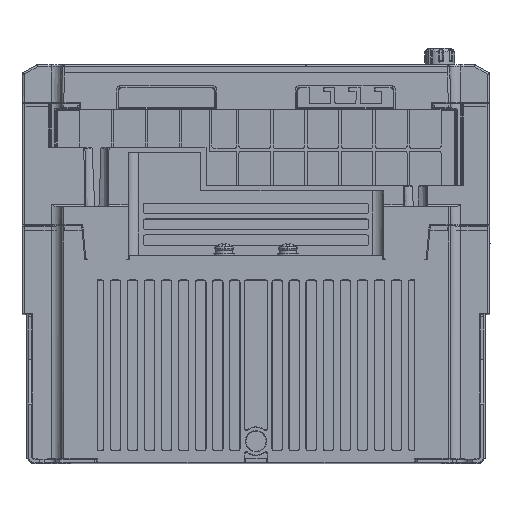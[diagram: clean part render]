
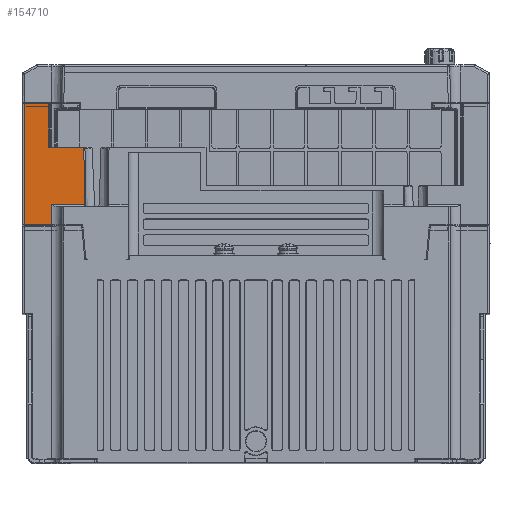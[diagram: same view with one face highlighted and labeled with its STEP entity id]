
A CAD part, top view. The second image highlights one B-rep face of the part: STEP entity #154710.
In plain terms, the highlighted planar face has unit normal (0, 0, 1).
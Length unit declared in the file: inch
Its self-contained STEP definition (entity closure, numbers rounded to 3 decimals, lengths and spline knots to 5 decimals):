
#661 = ORIENTED_EDGE ( 'NONE', *, *, #133447, .F. ) ;
#1255 = VERTEX_POINT ( 'NONE', #154550 ) ;
#1711 = DIRECTION ( 'NONE',  ( 0., -1., 0. ) ) ;
#4667 = CARTESIAN_POINT ( 'NONE',  ( -3.17885, 1.24934, -0.5118 ) ) ;
#7435 = VERTEX_POINT ( 'NONE', #112922 ) ;
#7776 = CARTESIAN_POINT ( 'NONE',  ( -3.53159, 1.96063, -0.51181 ) ) ;
#7779 = LINE ( 'NONE', #127735, #109335 ) ;
#9532 = DIRECTION ( 'NONE',  ( 0., -1., 0. ) ) ;
#14650 = EDGE_CURVE ( 'NONE', #104539, #28622, #153759, .T. ) ;
#16434 = LINE ( 'NONE', #70280, #120294 ) ;
#16497 = EDGE_CURVE ( 'NONE', #7435, #140426, #157189, .T. ) ;
#19455 = EDGE_LOOP ( 'NONE', ( #31250, #51163, #157190, #173458, #50258, #114050, #48990, #141701, #85228, #86238, #28403, #661, #116448 ) ) ;
#20848 = VERTEX_POINT ( 'NONE', #55908 ) ;
#22153 = DIRECTION ( 'NONE',  ( -1., 0., 0. ) ) ;
#26216 = EDGE_CURVE ( 'NONE', #38739, #20848, #7779, .T. ) ;
#28403 = ORIENTED_EDGE ( 'NONE', *, *, #14650, .F. ) ;
#28622 = VERTEX_POINT ( 'NONE', #159303 ) ;
#31250 = ORIENTED_EDGE ( 'NONE', *, *, #51356, .F. ) ;
#32716 = LINE ( 'NONE', #46868, #98766 ) ;
#33422 = EDGE_CURVE ( 'NONE', #111745, #147510, #123381, .T. ) ;
#33602 = EDGE_CURVE ( 'NONE', #110315, #150078, #148761, .T. ) ;
#33976 = CARTESIAN_POINT ( 'NONE',  ( -3.70468, 1.96063, -0.51181 ) ) ;
#34133 = EDGE_CURVE ( 'NONE', #150078, #134985, #99573, .T. ) ;
#36262 = VECTOR ( 'NONE', #133839, 39.37008 ) ;
#36402 = DIRECTION ( 'NONE',  ( -1., 0., 0. ) ) ;
#36558 = EDGE_CURVE ( 'NONE', #36724, #1255, #99746, .T. ) ;
#36724 = VERTEX_POINT ( 'NONE', #110802 ) ;
#38384 = EDGE_CURVE ( 'NONE', #28622, #110315, #156914, .T. ) ;
#38739 = VERTEX_POINT ( 'NONE', #140285 ) ;
#42984 = CARTESIAN_POINT ( 'NONE',  ( -3.83858, 1.96063, -0.51181 ) ) ;
#43233 = EDGE_CURVE ( 'NONE', #111745, #140426, #49683, .T. ) ;
#46034 = VECTOR ( 'NONE', #36402, 39.37008 ) ;
#46868 = CARTESIAN_POINT ( 'NONE',  ( -3.79134, 0.8937, -0.51181 ) ) ;
#48672 = CARTESIAN_POINT ( 'NONE',  ( -3.79134, 2.75984, -0.51181 ) ) ;
#48990 = ORIENTED_EDGE ( 'NONE', *, *, #94116, .F. ) ;
#49683 = LINE ( 'NONE', #103420, #46034 ) ;
#49925 = CARTESIAN_POINT ( 'NONE',  ( -3.70468, 1.96063, -0.51181 ) ) ;
#50258 = ORIENTED_EDGE ( 'NONE', *, *, #88568, .F. ) ;
#51163 = ORIENTED_EDGE ( 'NONE', *, *, #33422, .F. ) ;
#51356 = EDGE_CURVE ( 'NONE', #147510, #36724, #16434, .T. ) ;
#52125 = VECTOR ( 'NONE', #110481, 39.37008 ) ;
#55908 = CARTESIAN_POINT ( 'NONE',  ( -3.79134, 0.51969, -0.51181 ) ) ;
#57654 = CARTESIAN_POINT ( 'NONE',  ( -3.18213, 1.60499, -0.51182 ) ) ;
#60184 = PLANE ( 'NONE',  #146341 ) ;
#62805 = FACE_OUTER_BOUND ( 'NONE', #19455, .T. ) ;
#63047 = CARTESIAN_POINT ( 'NONE',  ( -3.83858, 2.75984, -0.51181 ) ) ;
#63404 = DIRECTION ( 'NONE',  ( -1., 0., 0. ) ) ;
#64266 = LINE ( 'NONE', #158664, #130366 ) ;
#69176 = CARTESIAN_POINT ( 'NONE',  ( -3.17557, 0.8937, -0.5118 ) ) ;
#70280 = CARTESIAN_POINT ( 'NONE',  ( 0., 1.96063, -0.51181 ) ) ;
#72276 = CARTESIAN_POINT ( 'NONE',  ( -3.83858, 2.75984, -0.51181 ) ) ;
#74288 = DIRECTION ( 'NONE',  ( 0., 0., -1. ) ) ;
#80915 = CARTESIAN_POINT ( 'NONE',  ( 0., 2.75984, -0.51181 ) ) ;
#85228 = ORIENTED_EDGE ( 'NONE', *, *, #33602, .F. ) ;
#86238 = ORIENTED_EDGE ( 'NONE', *, *, #38384, .F. ) ;
#88568 = EDGE_CURVE ( 'NONE', #20848, #7435, #64266, .T. ) ;
#94116 = EDGE_CURVE ( 'NONE', #134985, #38739, #32716, .T. ) ;
#97291 = CARTESIAN_POINT ( 'NONE',  ( -3.79134, 2.75984, -0.51181 ) ) ;
#98505 = VECTOR ( 'NONE', #1711, 39.37008 ) ;
#98766 = VECTOR ( 'NONE', #140320, 39.37008 ) ;
#99573 = B_SPLINE_CURVE_WITH_KNOTS ( 'NONE', 3,
 ( #152903, #57654, #4667, #69176 ),
 .UNSPECIFIED., .F., .F.,
 ( 4, 4 ),
 ( 0., 1. ),
 .UNSPECIFIED. ) ;
#99746 = LINE ( 'NONE', #168560, #156759 ) ;
#101013 = CARTESIAN_POINT ( 'NONE',  ( -3.73356, 1.96063, -0.51181 ) ) ;
#102350 = DIRECTION ( 'NONE',  ( 0., 1., 0. ) ) ;
#103420 = CARTESIAN_POINT ( 'NONE',  ( 0., 2.75984, -0.51181 ) ) ;
#104179 = DIRECTION ( 'NONE',  ( 0., 1., 0. ) ) ;
#104539 = VERTEX_POINT ( 'NONE', #123158 ) ;
#106457 = LINE ( 'NONE', #80915, #36262 ) ;
#106758 = CARTESIAN_POINT ( 'NONE',  ( -4.29134, 8.324, -0.51181 ) ) ;
#109232 = CARTESIAN_POINT ( 'NONE',  ( -3.18541, 1.96063, -0.51182 ) ) ;
#109335 = VECTOR ( 'NONE', #9532, 39.37008 ) ;
#110315 = VERTEX_POINT ( 'NONE', #49925 ) ;
#110481 = DIRECTION ( 'NONE',  ( 0., -1., 0. ) ) ;
#110802 = CARTESIAN_POINT ( 'NONE',  ( -3.79921, 1.96063, -0.51181 ) ) ;
#111745 = VERTEX_POINT ( 'NONE', #63047 ) ;
#112922 = CARTESIAN_POINT ( 'NONE',  ( -4.29134, 0.51969, -0.51181 ) ) ;
#114050 = ORIENTED_EDGE ( 'NONE', *, *, #26216, .F. ) ;
#114459 = CARTESIAN_POINT ( 'NONE',  ( -3.70468, 1.96063, -0.51181 ) ) ;
#116192 = CARTESIAN_POINT ( 'NONE',  ( -3.3585, 1.96063, -0.51181 ) ) ;
#116448 = ORIENTED_EDGE ( 'NONE', *, *, #36558, .F. ) ;
#120294 = VECTOR ( 'NONE', #124004, 39.37008 ) ;
#123158 = CARTESIAN_POINT ( 'NONE',  ( -3.79134, 2.75984, -0.51181 ) ) ;
#123381 = LINE ( 'NONE', #72276, #98505 ) ;
#124004 = DIRECTION ( 'NONE',  ( 1., 0., 0. ) ) ;
#126863 = CARTESIAN_POINT ( 'NONE',  ( -3.18541, 1.96063, -0.51182 ) ) ;
#127470 = CARTESIAN_POINT ( 'NONE',  ( -3.79134, 1.96063, -0.51181 ) ) ;
#127735 = CARTESIAN_POINT ( 'NONE',  ( -3.79134, 2.75984, -0.51181 ) ) ;
#130002 = VECTOR ( 'NONE', #104179, 39.37008 ) ;
#130366 = VECTOR ( 'NONE', #63404, 39.37008 ) ;
#130963 = CARTESIAN_POINT ( 'NONE',  ( -3.76245, 1.96063, -0.51181 ) ) ;
#133447 = EDGE_CURVE ( 'NONE', #1255, #104539, #106457, .T. ) ;
#133839 = DIRECTION ( 'NONE',  ( 1., 0., 0. ) ) ;
#134985 = VERTEX_POINT ( 'NONE', #173292 ) ;
#137790 = CARTESIAN_POINT ( 'NONE',  ( -4.29134, 2.75984, -0.51181 ) ) ;
#140285 = CARTESIAN_POINT ( 'NONE',  ( -3.79134, 0.8937, -0.51181 ) ) ;
#140320 = DIRECTION ( 'NONE',  ( -1., 0., 0. ) ) ;
#140426 = VERTEX_POINT ( 'NONE', #137790 ) ;
#141701 = ORIENTED_EDGE ( 'NONE', *, *, #34133, .F. ) ;
#146341 = AXIS2_PLACEMENT_3D ( 'NONE', #48672, #74288, #22153 ) ;
#147510 = VERTEX_POINT ( 'NONE', #42984 ) ;
#148761 = B_SPLINE_CURVE_WITH_KNOTS ( 'NONE', 3,
 ( #114459, #7776, #116192, #126863 ),
 .UNSPECIFIED., .F., .F.,
 ( 4, 4 ),
 ( 0., 1. ),
 .UNSPECIFIED. ) ;
#150078 = VERTEX_POINT ( 'NONE', #109232 ) ;
#152903 = CARTESIAN_POINT ( 'NONE',  ( -3.18541, 1.96063, -0.51182 ) ) ;
#153759 = LINE ( 'NONE', #97291, #52125 ) ;
#154550 = CARTESIAN_POINT ( 'NONE',  ( -3.79921, 2.75984, -0.51181 ) ) ;
#154710 = ADVANCED_FACE ( 'NONE', ( #62805 ), #60184, .F. ) ;
#156759 = VECTOR ( 'NONE', #102350, 39.37008 ) ;
#156914 = B_SPLINE_CURVE_WITH_KNOTS ( 'NONE', 3,
 ( #127470, #130963, #101013, #33976 ),
 .UNSPECIFIED., .F., .F.,
 ( 4, 4 ),
 ( 0., 1. ),
 .UNSPECIFIED. ) ;
#157189 = LINE ( 'NONE', #106758, #130002 ) ;
#157190 = ORIENTED_EDGE ( 'NONE', *, *, #43233, .T. ) ;
#158664 = CARTESIAN_POINT ( 'NONE',  ( 0., 0.51969, -0.51181 ) ) ;
#159303 = CARTESIAN_POINT ( 'NONE',  ( -3.79134, 1.96063, -0.51181 ) ) ;
#168560 = CARTESIAN_POINT ( 'NONE',  ( -3.79921, 2.75984, -0.51181 ) ) ;
#173292 = CARTESIAN_POINT ( 'NONE',  ( -3.17557, 0.8937, -0.5118 ) ) ;
#173458 = ORIENTED_EDGE ( 'NONE', *, *, #16497, .F. ) ;
